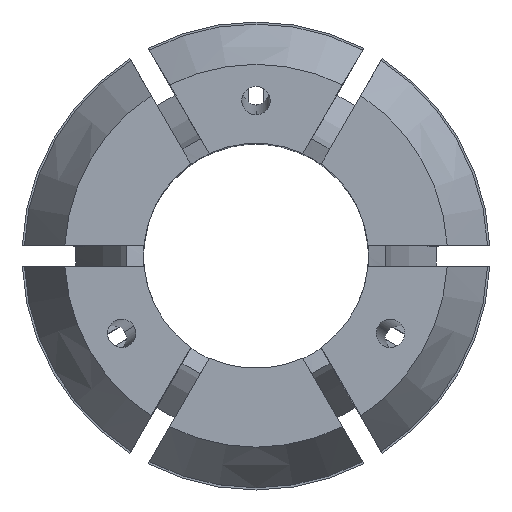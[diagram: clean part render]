
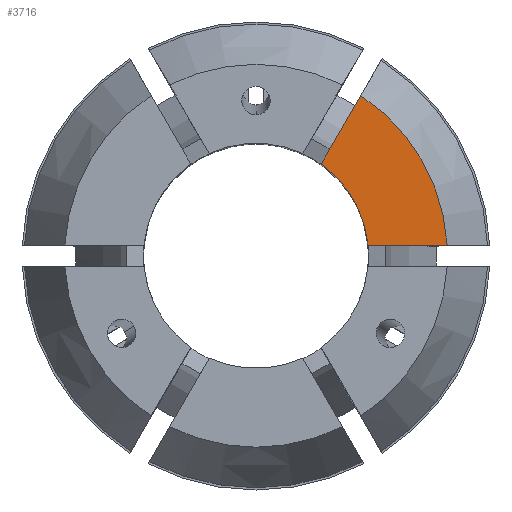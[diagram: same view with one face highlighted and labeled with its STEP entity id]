
A CAD part, top view. The second image highlights one B-rep face of the part: STEP entity #3716.
In plain terms, the highlighted planar face has unit normal (0, 0, 1).
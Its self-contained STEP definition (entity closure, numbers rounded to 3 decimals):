
#34 = DIRECTION ( 'NONE',  ( 0., 0., -1. ) ) ;
#317 = VERTEX_POINT ( 'NONE', #3865 ) ;
#333 = DIRECTION ( 'NONE',  ( -1., 0., 0. ) ) ;
#379 = CARTESIAN_POINT ( 'NONE',  ( 13.479, 0.75, 40. ) ) ;
#764 = EDGE_CURVE ( 'NONE', #2945, #2824, #2822, .T. ) ;
#796 = DIRECTION ( 'NONE',  ( 0., 0., 1. ) ) ;
#897 = LINE ( 'NONE', #3623, #2895 ) ;
#1195 = VERTEX_POINT ( 'NONE', #1540 ) ;
#1221 = ORIENTED_EDGE ( 'NONE', *, *, #764, .F. ) ;
#1277 = CARTESIAN_POINT ( 'NONE',  ( 6.495, 9.75, 40. ) ) ;
#1309 = FACE_OUTER_BOUND ( 'NONE', #4023, .T. ) ;
#1514 = ORIENTED_EDGE ( 'NONE', *, *, #1898, .F. ) ;
#1540 = CARTESIAN_POINT ( 'NONE',  ( 7.902, 0.75, 40. ) ) ;
#1595 = LINE ( 'NONE', #1277, #3874 ) ;
#1734 = DIRECTION ( 'NONE',  ( 1., 0., 0. ) ) ;
#1898 = EDGE_CURVE ( 'NONE', #2824, #1195, #897, .T. ) ;
#1917 = DIRECTION ( 'NONE',  ( -0.5, -0.866, 0. ) ) ;
#1921 = CARTESIAN_POINT ( 'NONE',  ( 0., 0., 40. ) ) ;
#2073 = DIRECTION ( 'NONE',  ( 1., 0., 0. ) ) ;
#2103 = DIRECTION ( 'NONE',  ( -1., 0., 0. ) ) ;
#2106 = PLANE ( 'NONE',  #3476 ) ;
#2666 = CARTESIAN_POINT ( 'NONE',  ( 7.389, 11.298, 40. ) ) ;
#2683 = CARTESIAN_POINT ( 'NONE',  ( 0., 0., 40. ) ) ;
#2736 = EDGE_CURVE ( 'NONE', #2945, #317, #1595, .T. ) ;
#2822 = CIRCLE ( 'NONE', #3760, 13.499 ) ;
#2824 = VERTEX_POINT ( 'NONE', #379 ) ;
#2895 = VECTOR ( 'NONE', #2103, 1000. ) ;
#2945 = VERTEX_POINT ( 'NONE', #2666 ) ;
#3310 = DIRECTION ( 'NONE',  ( 0., 0., 1. ) ) ;
#3354 = CIRCLE ( 'NONE', #3832, 7.937 ) ;
#3476 = AXIS2_PLACEMENT_3D ( 'NONE', #3592, #796, #1734 ) ;
#3490 = ORIENTED_EDGE ( 'NONE', *, *, #3682, .F. ) ;
#3592 = CARTESIAN_POINT ( 'NONE',  ( 0., 13.499, 40. ) ) ;
#3623 = CARTESIAN_POINT ( 'NONE',  ( 0., 0.75, 40. ) ) ;
#3638 = ORIENTED_EDGE ( 'NONE', *, *, #2736, .T. ) ;
#3682 = EDGE_CURVE ( 'NONE', #1195, #317, #3354, .T. ) ;
#3716 = ADVANCED_FACE ( 'NONE', ( #1309 ), #2106, .T. ) ;
#3760 = AXIS2_PLACEMENT_3D ( 'NONE', #1921, #34, #333 ) ;
#3832 = AXIS2_PLACEMENT_3D ( 'NONE', #2683, #3310, #2073 ) ;
#3865 = CARTESIAN_POINT ( 'NONE',  ( 4.601, 6.468, 40. ) ) ;
#3874 = VECTOR ( 'NONE', #1917, 1000. ) ;
#4023 = EDGE_LOOP ( 'NONE', ( #1221, #3638, #3490, #1514 ) ) ;
